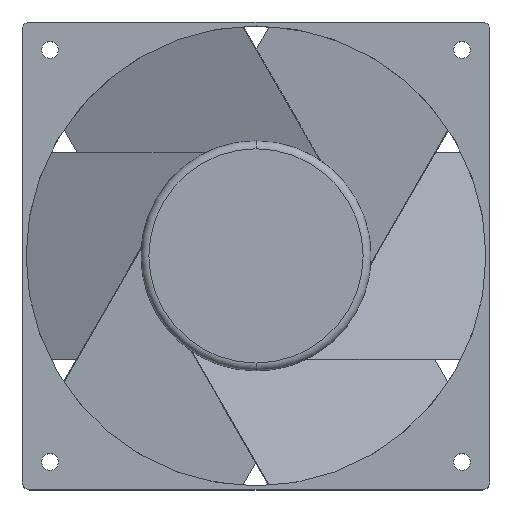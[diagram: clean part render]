
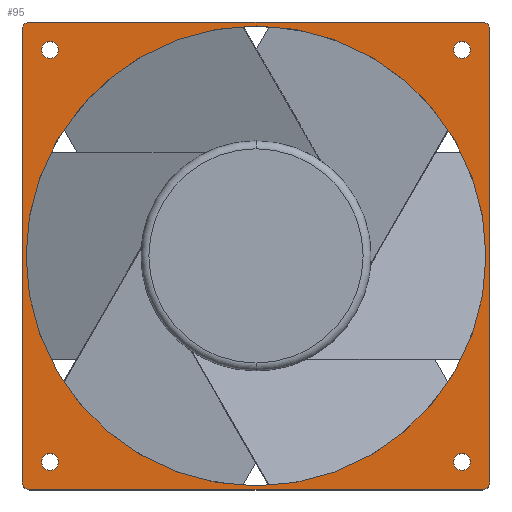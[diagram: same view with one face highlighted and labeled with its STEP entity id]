
A CAD part, top view. The second image highlights one B-rep face of the part: STEP entity #95.
In plain terms, the highlighted planar face has unit normal (0, 0, 1).
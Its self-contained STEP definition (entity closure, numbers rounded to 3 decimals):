
#95=ADVANCED_FACE('',(#254,#255,#256,#257,#258,#259),#260,.T.);
#254=FACE_OUTER_BOUND('',#473,.T.);
#255=FACE_BOUND('',#474,.T.);
#256=FACE_BOUND('',#475,.T.);
#257=FACE_BOUND('',#476,.T.);
#258=FACE_BOUND('',#477,.T.);
#259=FACE_BOUND('',#478,.T.);
#260=PLANE('',#479);
#473=EDGE_LOOP('',(#1115,#1116,#1117,#1118,#1119,#1120,#1121,#1122));
#474=EDGE_LOOP('',(#1123,#1124));
#475=EDGE_LOOP('',(#1125,#1126));
#476=EDGE_LOOP('',(#1127,#1128));
#477=EDGE_LOOP('',(#1129,#1130));
#478=EDGE_LOOP('',(#1131,#1132));
#479=AXIS2_PLACEMENT_3D('',#1133,#1134,#1135);
#1115=ORIENTED_EDGE('',*,*,#1705,.T.);
#1116=ORIENTED_EDGE('',*,*,#1706,.F.);
#1117=ORIENTED_EDGE('',*,*,#1707,.T.);
#1118=ORIENTED_EDGE('',*,*,#1708,.F.);
#1119=ORIENTED_EDGE('',*,*,#1709,.T.);
#1120=ORIENTED_EDGE('',*,*,#1710,.F.);
#1121=ORIENTED_EDGE('',*,*,#1711,.T.);
#1122=ORIENTED_EDGE('',*,*,#1712,.F.);
#1123=ORIENTED_EDGE('',*,*,#1574,.T.);
#1124=ORIENTED_EDGE('',*,*,#1619,.T.);
#1125=ORIENTED_EDGE('',*,*,#1713,.T.);
#1126=ORIENTED_EDGE('',*,*,#1714,.T.);
#1127=ORIENTED_EDGE('',*,*,#1715,.T.);
#1128=ORIENTED_EDGE('',*,*,#1716,.T.);
#1129=ORIENTED_EDGE('',*,*,#1717,.T.);
#1130=ORIENTED_EDGE('',*,*,#1718,.T.);
#1131=ORIENTED_EDGE('',*,*,#1719,.T.);
#1132=ORIENTED_EDGE('',*,*,#1720,.T.);
#1133=CARTESIAN_POINT('',(0.0,0.0,25.4));
#1134=DIRECTION('',(0.0,0.0,1.0));
#1135=DIRECTION('',(1.0,-0.0,0.0));
#1574=EDGE_CURVE('',#1957,#1955,#1958,.T.);
#1619=EDGE_CURVE('',#1955,#1957,#2036,.T.);
#1705=EDGE_CURVE('',#2159,#2160,#2161,.T.);
#1706=EDGE_CURVE('',#2162,#2160,#2163,.T.);
#1707=EDGE_CURVE('',#2162,#2164,#2165,.T.);
#1708=EDGE_CURVE('',#2166,#2164,#2167,.T.);
#1709=EDGE_CURVE('',#2166,#2168,#2169,.T.);
#1710=EDGE_CURVE('',#2170,#2168,#2171,.T.);
#1711=EDGE_CURVE('',#2170,#2172,#2173,.T.);
#1712=EDGE_CURVE('',#2159,#2172,#2174,.T.);
#1713=EDGE_CURVE('',#2175,#2176,#2177,.T.);
#1714=EDGE_CURVE('',#2176,#2175,#2178,.T.);
#1715=EDGE_CURVE('',#2179,#2180,#2181,.T.);
#1716=EDGE_CURVE('',#2180,#2179,#2182,.T.);
#1717=EDGE_CURVE('',#2183,#2184,#2185,.T.);
#1718=EDGE_CURVE('',#2184,#2183,#2186,.T.);
#1719=EDGE_CURVE('',#2187,#2188,#2189,.T.);
#1720=EDGE_CURVE('',#2188,#2187,#2190,.T.);
#1955=VERTEX_POINT('',#2649);
#1957=VERTEX_POINT('',#2652);
#1958=CIRCLE('',#2653,58.5);
#2036=CIRCLE('',#2830,58.5);
#2159=VERTEX_POINT('',#3172);
#2160=VERTEX_POINT('',#3173);
#2161=CIRCLE('',#3174,2.0);
#2162=VERTEX_POINT('',#3175);
#2163=LINE('',#3176,#3177);
#2164=VERTEX_POINT('',#3178);
#2165=CIRCLE('',#3179,2.0);
#2166=VERTEX_POINT('',#3180);
#2167=LINE('',#3181,#3182);
#2168=VERTEX_POINT('',#3183);
#2169=CIRCLE('',#3184,2.0);
#2170=VERTEX_POINT('',#3185);
#2171=LINE('',#3186,#3187);
#2172=VERTEX_POINT('',#3188);
#2173=CIRCLE('',#3189,2.0);
#2174=LINE('',#3190,#3191);
#2175=VERTEX_POINT('',#3192);
#2176=VERTEX_POINT('',#3193);
#2177=CIRCLE('',#3194,2.15);
#2178=CIRCLE('',#3195,2.15);
#2179=VERTEX_POINT('',#3196);
#2180=VERTEX_POINT('',#3197);
#2181=CIRCLE('',#3198,2.15);
#2182=CIRCLE('',#3199,2.15);
#2183=VERTEX_POINT('',#3200);
#2184=VERTEX_POINT('',#3201);
#2185=CIRCLE('',#3202,2.15);
#2186=CIRCLE('',#3203,2.15);
#2187=VERTEX_POINT('',#3204);
#2188=VERTEX_POINT('',#3205);
#2189=CIRCLE('',#3206,2.15);
#2190=CIRCLE('',#3207,2.15);
#2649=CARTESIAN_POINT('',(58.5,0.0,25.4));
#2652=CARTESIAN_POINT('',(-58.5,0.,25.4));
#2653=AXIS2_PLACEMENT_3D('',#3529,#3530,#3531);
#2830=AXIS2_PLACEMENT_3D('',#3569,#3570,#3571);
#3172=CARTESIAN_POINT('',(59.5,57.5,25.4));
#3173=CARTESIAN_POINT('',(57.5,59.5,25.4));
#3174=AXIS2_PLACEMENT_3D('',#3643,#3644,#3645);
#3175=CARTESIAN_POINT('',(-57.5,59.5,25.4));
#3176=CARTESIAN_POINT('',(-57.5,59.5,25.4));
#3177=VECTOR('',#3646,115.0);
#3178=CARTESIAN_POINT('',(-59.5,57.5,25.4));
#3179=AXIS2_PLACEMENT_3D('',#3647,#3648,#3649);
#3180=CARTESIAN_POINT('',(-59.5,-57.5,25.4));
#3181=CARTESIAN_POINT('',(-59.5,-57.5,25.4));
#3182=VECTOR('',#3650,115.0);
#3183=CARTESIAN_POINT('',(-57.5,-59.5,25.4));
#3184=AXIS2_PLACEMENT_3D('',#3651,#3652,#3653);
#3185=CARTESIAN_POINT('',(57.5,-59.5,25.4));
#3186=CARTESIAN_POINT('',(57.5,-59.5,25.4));
#3187=VECTOR('',#3654,115.0);
#3188=CARTESIAN_POINT('',(59.5,-57.5,25.4));
#3189=AXIS2_PLACEMENT_3D('',#3655,#3656,#3657);
#3190=CARTESIAN_POINT('',(59.5,57.5,25.4));
#3191=VECTOR('',#3658,115.0);
#3192=CARTESIAN_POINT('',(54.55,52.4,25.4));
#3193=CARTESIAN_POINT('',(50.25,52.4,25.4));
#3194=AXIS2_PLACEMENT_3D('',#3659,#3660,#3661);
#3195=AXIS2_PLACEMENT_3D('',#3662,#3663,#3664);
#3196=CARTESIAN_POINT('',(-50.25,52.4,25.4));
#3197=CARTESIAN_POINT('',(-54.55,52.4,25.4));
#3198=AXIS2_PLACEMENT_3D('',#3665,#3666,#3667);
#3199=AXIS2_PLACEMENT_3D('',#3668,#3669,#3670);
#3200=CARTESIAN_POINT('',(54.55,-52.4,25.4));
#3201=CARTESIAN_POINT('',(50.25,-52.4,25.4));
#3202=AXIS2_PLACEMENT_3D('',#3671,#3672,#3673);
#3203=AXIS2_PLACEMENT_3D('',#3674,#3675,#3676);
#3204=CARTESIAN_POINT('',(-50.25,-52.4,25.4));
#3205=CARTESIAN_POINT('',(-54.55,-52.4,25.4));
#3206=AXIS2_PLACEMENT_3D('',#3677,#3678,#3679);
#3207=AXIS2_PLACEMENT_3D('',#3680,#3681,#3682);
#3529=CARTESIAN_POINT('',(0.0,0.0,25.4));
#3530=DIRECTION('',(0.0,0.0,-1.0));
#3531=DIRECTION('',(-1.0,0.0,0.0));
#3569=CARTESIAN_POINT('',(0.0,0.0,25.4));
#3570=DIRECTION('',(0.0,0.0,-1.0));
#3571=DIRECTION('',(1.0,0.0,0.0));
#3643=CARTESIAN_POINT('',(57.5,57.5,25.4));
#3644=DIRECTION('',(0.0,0.0,1.0));
#3645=DIRECTION('',(1.0,0.0,0.0));
#3646=DIRECTION('',(1.0,0.0,0.0));
#3647=CARTESIAN_POINT('',(-57.5,57.5,25.4));
#3648=DIRECTION('',(0.0,-0.0,1.0));
#3649=DIRECTION('',(0.0,1.0,0.0));
#3650=DIRECTION('',(0.0,1.0,0.0));
#3651=CARTESIAN_POINT('',(-57.5,-57.5,25.4));
#3652=DIRECTION('',(0.0,0.0,1.0));
#3653=DIRECTION('',(-1.0,0.0,0.0));
#3654=DIRECTION('',(-1.0,0.0,0.0));
#3655=CARTESIAN_POINT('',(57.5,-57.5,25.4));
#3656=DIRECTION('',(0.0,0.0,1.0));
#3657=DIRECTION('',(0.0,-1.0,0.0));
#3658=DIRECTION('',(0.0,-1.0,0.0));
#3659=CARTESIAN_POINT('',(52.4,52.4,25.4));
#3660=DIRECTION('',(0.0,0.0,-1.0));
#3661=DIRECTION('',(1.0,0.0,0.0));
#3662=CARTESIAN_POINT('',(52.4,52.4,25.4));
#3663=DIRECTION('',(0.0,0.0,-1.0));
#3664=DIRECTION('',(-1.0,0.0,0.0));
#3665=CARTESIAN_POINT('',(-52.4,52.4,25.4));
#3666=DIRECTION('',(0.0,0.0,-1.0));
#3667=DIRECTION('',(1.0,0.0,0.0));
#3668=CARTESIAN_POINT('',(-52.4,52.4,25.4));
#3669=DIRECTION('',(0.0,0.0,-1.0));
#3670=DIRECTION('',(-1.0,0.0,0.0));
#3671=CARTESIAN_POINT('',(52.4,-52.4,25.4));
#3672=DIRECTION('',(0.0,0.0,-1.0));
#3673=DIRECTION('',(1.0,0.0,0.0));
#3674=CARTESIAN_POINT('',(52.4,-52.4,25.4));
#3675=DIRECTION('',(0.0,0.0,-1.0));
#3676=DIRECTION('',(-1.0,0.0,0.0));
#3677=CARTESIAN_POINT('',(-52.4,-52.4,25.4));
#3678=DIRECTION('',(0.0,0.0,-1.0));
#3679=DIRECTION('',(1.0,0.0,0.0));
#3680=CARTESIAN_POINT('',(-52.4,-52.4,25.4));
#3681=DIRECTION('',(0.0,0.0,-1.0));
#3682=DIRECTION('',(-1.0,0.0,0.0));
